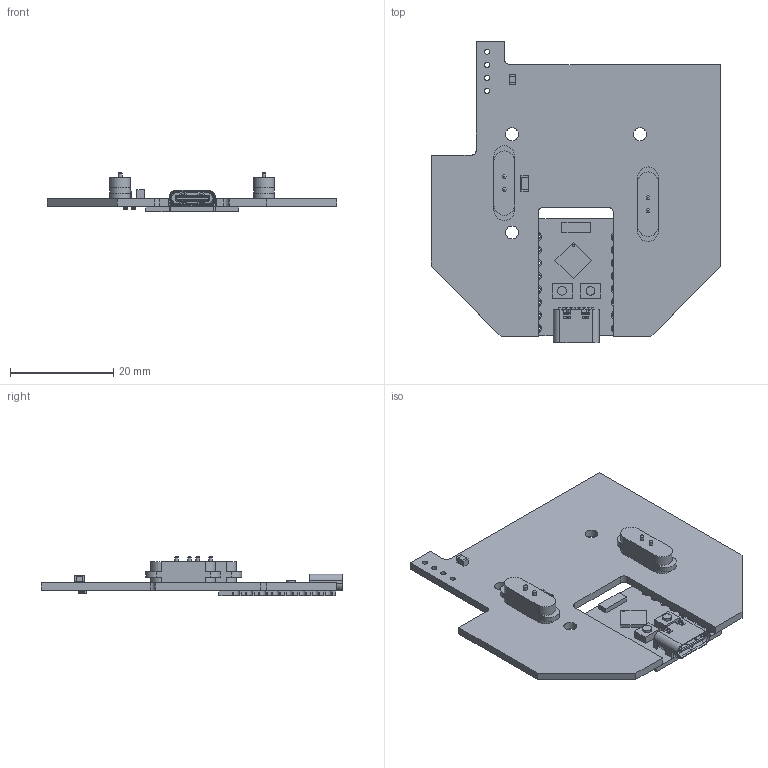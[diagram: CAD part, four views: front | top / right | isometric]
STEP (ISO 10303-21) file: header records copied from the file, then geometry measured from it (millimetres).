
FILE_DESCRIPTION(('KiCad electronic assembly'),'2;1');
FILE_NAME('raumtemp_front.step','2025-03-26T16:31:27',('Pcbnew'),( 'Kicad'),'Open CASCADE STEP processor 7.8','KiCad to STEP converter' ,'Unknown');
FILE_SCHEMA(('AUTOMOTIVE_DESIGN { 1 0 10303 214 1 1 1 1 }'));
Length unit declared in the file: millimetre
Products named in the file (10): raumtemp_front 1; C_0805_2012Metric; ESP32-C3_SUPERMINI_SMD; Board c3mini; USB C; components (other)^ESP32-C3 SuperMini; magnetConn v1; C_1206_3216Metric; R_0603_1608Metric; raumtemp_front_PCB
Assembly tree (11 placements, depth 3):
  raumtemp_front 1
    C_0805_2012Metric
    ESP32-C3_SUPERMINI_SMD
      Board c3mini
      USB C
      components (other)^ESP32-C3 SuperMini
    magnetConn v1  x2
    C_1206_3216Metric
    R_0603_1608Metric  x2
    raumtemp_front_PCB
Bounding box: 56.1 x 58.45 x 7.6 mm (x, y, z)
Volume: 4318.2 mm3; surface area: 7207.9 mm2
Topology: 32 solids, 32 shells, 1126 faces, 3111 edges, 2038 vertices
Faces by surface type: plane 760, cylinder 345, cone 13, bspline 8
Full cylindrical faces by diameter (mm): 0.7 x8, 1 x8, 2.5 x3
Entity records: 36882 total; most frequent: CARTESIAN_POINT 6881, ORIENTED_EDGE 5978, DIRECTION 5682, EDGE_CURVE 2989, LINE 2216, VECTOR 2216, VERTEX_POINT 1958, AXIS2_PLACEMENT_3D 1733
